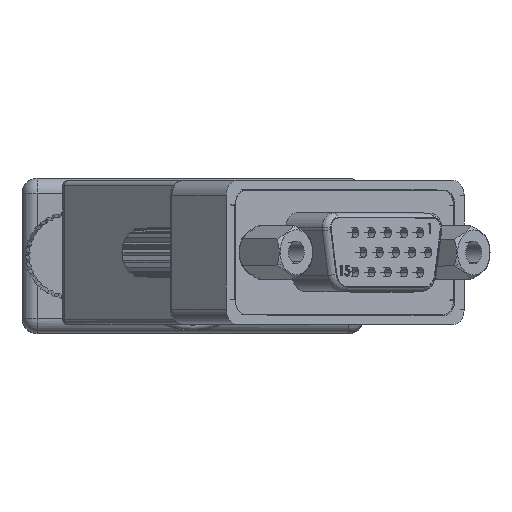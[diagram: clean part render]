
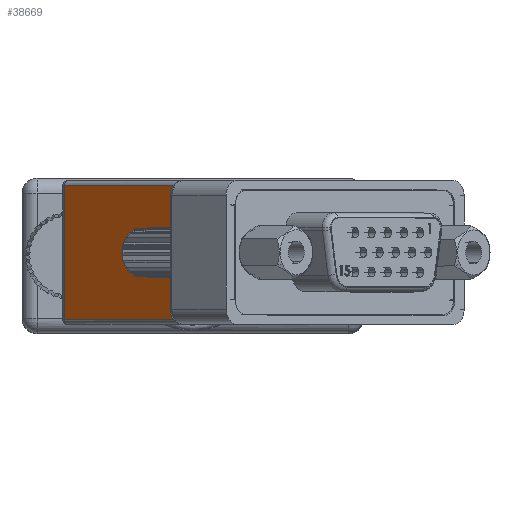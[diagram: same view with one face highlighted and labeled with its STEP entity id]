
A CAD part, top view. The second image highlights one B-rep face of the part: STEP entity #38669.
In plain terms, the highlighted face is planar.
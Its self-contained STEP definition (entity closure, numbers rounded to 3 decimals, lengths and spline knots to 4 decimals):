
#3508 = EDGE_CURVE ( 'NONE', #55252, #55275, #8062, .T. ) ;
#3509 = EDGE_CURVE ( 'NONE', #55275, #9290, #8050, .T. ) ;
#3510 = EDGE_CURVE ( 'NONE', #9290, #21818, #8070, .T. ) ;
#3511 = EDGE_CURVE ( 'NONE', #21818, #55252, #8074, .T. ) ;
#7644 = EDGE_LOOP ( 'NONE', ( #58873, #58874, #58876, #58878 ) ) ;
#8050 = LINE ( 'NONE', #53155, #8072 ) ;
#8062 = LINE ( 'NONE', #53091, #8068 ) ;
#8068 = VECTOR ( 'NONE', #53087, 39.3701 ) ;
#8070 = LINE ( 'NONE', #53077, #8076 ) ;
#8072 = VECTOR ( 'NONE', #53085, 39.3701 ) ;
#8074 = LINE ( 'NONE', #53069, #8080 ) ;
#8076 = VECTOR ( 'NONE', #53072, 39.3701 ) ;
#8080 = VECTOR ( 'NONE', #53065, 39.3701 ) ;
#9290 = VERTEX_POINT ( 'NONE', #51463 ) ;
#13691 = DIRECTION ( 'NONE',  ( 0., 0., 1. ) ) ;
#13692 = DIRECTION ( 'NONE',  ( -1., 0., 0. ) ) ;
#13698 = PLANE ( 'NONE',  #52888 ) ;
#13713 = CARTESIAN_POINT ( 'NONE',  ( -0.371, -0.286, -0.165 ) ) ;
#21818 = VERTEX_POINT ( 'NONE', #44694 ) ;
#38669 = ADVANCED_FACE ( 'NONE', ( #72096 ), #13698, .T. ) ;
#44694 = CARTESIAN_POINT ( 'NONE',  ( -0.371, 0.266, -1.055 ) ) ;
#51463 = CARTESIAN_POINT ( 'NONE',  ( -0.371, 0.266, -0.185 ) ) ;
#52888 = AXIS2_PLACEMENT_3D ( 'NONE', #13713, #13692, #13691 ) ;
#53065 = DIRECTION ( 'NONE',  ( 0., -1., 0. ) ) ;
#53069 = CARTESIAN_POINT ( 'NONE',  ( -0.371, -0.286, -1.055 ) ) ;
#53072 = DIRECTION ( 'NONE',  ( 0., 0., -1. ) ) ;
#53077 = CARTESIAN_POINT ( 'NONE',  ( -0.371, 0.266, -0.165 ) ) ;
#53085 = DIRECTION ( 'NONE',  ( 0., 1., 0. ) ) ;
#53087 = DIRECTION ( 'NONE',  ( 0., 0., 1. ) ) ;
#53091 = CARTESIAN_POINT ( 'NONE',  ( -0.371, -0.266, -0.165 ) ) ;
#53155 = CARTESIAN_POINT ( 'NONE',  ( -0.371, -0.286, -0.185 ) ) ;
#55252 = VERTEX_POINT ( 'NONE', #76336 ) ;
#55275 = VERTEX_POINT ( 'NONE', #76359 ) ;
#58873 = ORIENTED_EDGE ( 'NONE', *, *, #3508, .T. ) ;
#58874 = ORIENTED_EDGE ( 'NONE', *, *, #3509, .T. ) ;
#58876 = ORIENTED_EDGE ( 'NONE', *, *, #3510, .T. ) ;
#58878 = ORIENTED_EDGE ( 'NONE', *, *, #3511, .T. ) ;
#72096 = FACE_OUTER_BOUND ( 'NONE', #7644, .T. ) ;
#76336 = CARTESIAN_POINT ( 'NONE',  ( -0.371, -0.266, -1.055 ) ) ;
#76359 = CARTESIAN_POINT ( 'NONE',  ( -0.371, -0.266, -0.185 ) ) ;
